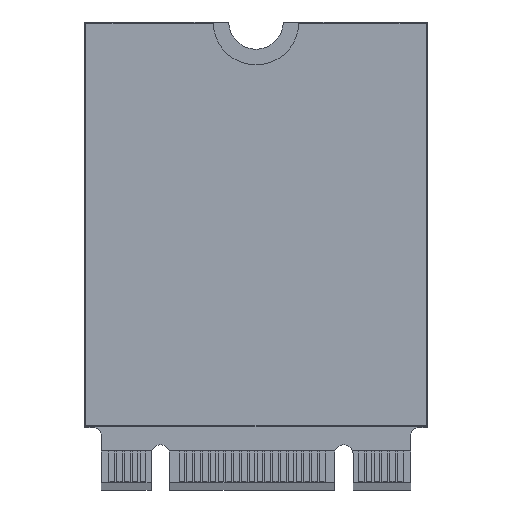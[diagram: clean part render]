
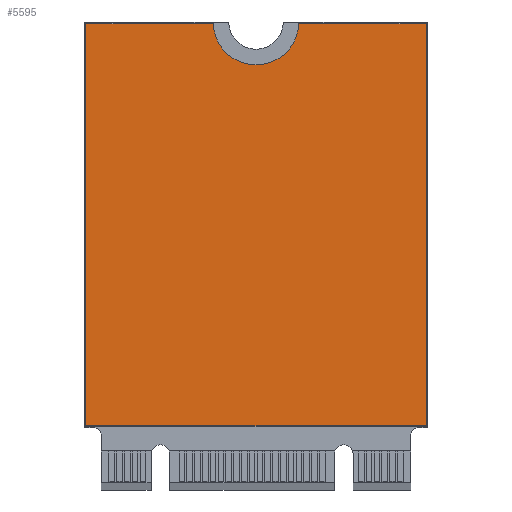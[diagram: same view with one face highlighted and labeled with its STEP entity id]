
A CAD part, top view. The second image highlights one B-rep face of the part: STEP entity #5595.
In plain terms, the highlighted planar face has unit normal (0, 0, 1).
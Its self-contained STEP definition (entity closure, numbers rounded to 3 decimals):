
#1824 = PLANE('',#1825);
#1825 = AXIS2_PLACEMENT_3D('',#1826,#1827,#1828);
#1826 = CARTESIAN_POINT('',(0.1,29.9,0.78));
#1827 = DIRECTION('',(0.,1.,0.));
#1828 = DIRECTION('',(0.,0.,1.));
#1850 = PLANE('',#1851);
#1851 = AXIS2_PLACEMENT_3D('',#1852,#1853,#1854);
#1852 = CARTESIAN_POINT('',(21.9,4.1,0.78));
#1853 = DIRECTION('',(1.,0.,0.));
#1854 = DIRECTION('',(0.,0.,1.));
#1876 = PLANE('',#1877);
#1877 = AXIS2_PLACEMENT_3D('',#1878,#1879,#1880);
#1878 = CARTESIAN_POINT('',(0.1,4.1,0.78));
#1879 = DIRECTION('',(0.,1.,0.));
#1880 = DIRECTION('',(0.,0.,1.));
#1902 = PLANE('',#1903);
#1903 = AXIS2_PLACEMENT_3D('',#1904,#1905,#1906);
#1904 = CARTESIAN_POINT('',(0.1,4.1,0.78));
#1905 = DIRECTION('',(1.,0.,0.));
#1906 = DIRECTION('',(0.,0.,1.));
#1928 = PLANE('',#1929);
#1929 = AXIS2_PLACEMENT_3D('',#1930,#1931,#1932);
#1930 = CARTESIAN_POINT('',(0.1,29.9,0.78));
#1931 = DIRECTION('',(0.,1.,0.));
#1932 = DIRECTION('',(0.,0.,1.));
#3855 = VERTEX_POINT('',#3856);
#3856 = CARTESIAN_POINT('',(0.1,29.9,2.13));
#3877 = EDGE_CURVE('',#3855,#3878,#3880,.T.);
#3878 = VERTEX_POINT('',#3879);
#3879 = CARTESIAN_POINT('',(8.252,29.9,2.13));
#3880 = SURFACE_CURVE('',#3881,(#3885,#3892),.PCURVE_S1.);
#3881 = LINE('',#3882,#3883);
#3882 = CARTESIAN_POINT('',(0.1,29.9,2.13));
#3883 = VECTOR('',#3884,1.);
#3884 = DIRECTION('',(1.,0.,0.));
#3885 = PCURVE('',#1928,#3886);
#3886 = DEFINITIONAL_REPRESENTATION('',(#3887),#3891);
#3887 = LINE('',#3888,#3889);
#3888 = CARTESIAN_POINT('',(1.35,0.));
#3889 = VECTOR('',#3890,1.);
#3890 = DIRECTION('',(0.,1.));
#3891 = ( GEOMETRIC_REPRESENTATION_CONTEXT(2) 
PARAMETRIC_REPRESENTATION_CONTEXT() REPRESENTATION_CONTEXT('2D SPACE',''
  ) );
#3892 = PCURVE('',#3893,#3898);
#3893 = PLANE('',#3894);
#3894 = AXIS2_PLACEMENT_3D('',#3895,#3896,#3897);
#3895 = CARTESIAN_POINT('',(0.1,4.1,2.13));
#3896 = DIRECTION('',(0.,0.,1.));
#3897 = DIRECTION('',(1.,0.,0.));
#3898 = DEFINITIONAL_REPRESENTATION('',(#3899),#3903);
#3899 = LINE('',#3900,#3901);
#3900 = CARTESIAN_POINT('',(0.,25.8));
#3901 = VECTOR('',#3902,1.);
#3902 = DIRECTION('',(1.,0.));
#3903 = ( GEOMETRIC_REPRESENTATION_CONTEXT(2) 
PARAMETRIC_REPRESENTATION_CONTEXT() REPRESENTATION_CONTEXT('2D SPACE',''
  ) );
#3918 = CYLINDRICAL_SURFACE('',#3919,2.75);
#3919 = AXIS2_PLACEMENT_3D('',#3920,#3921,#3922);
#3920 = CARTESIAN_POINT('',(11.,30.,0.77));
#3921 = DIRECTION('',(0.,0.,1.));
#3922 = DIRECTION('',(1.,0.,0.));
#3933 = VERTEX_POINT('',#3934);
#3934 = CARTESIAN_POINT('',(0.1,4.1,2.13));
#3957 = EDGE_CURVE('',#3933,#3855,#3958,.T.);
#3958 = SURFACE_CURVE('',#3959,(#3963,#3970),.PCURVE_S1.);
#3959 = LINE('',#3960,#3961);
#3960 = CARTESIAN_POINT('',(0.1,4.1,2.13));
#3961 = VECTOR('',#3962,1.);
#3962 = DIRECTION('',(0.,1.,0.));
#3963 = PCURVE('',#1902,#3964);
#3964 = DEFINITIONAL_REPRESENTATION('',(#3965),#3969);
#3965 = LINE('',#3966,#3967);
#3966 = CARTESIAN_POINT('',(1.35,0.));
#3967 = VECTOR('',#3968,1.);
#3968 = DIRECTION('',(0.,-1.));
#3969 = ( GEOMETRIC_REPRESENTATION_CONTEXT(2) 
PARAMETRIC_REPRESENTATION_CONTEXT() REPRESENTATION_CONTEXT('2D SPACE',''
  ) );
#3970 = PCURVE('',#3893,#3971);
#3971 = DEFINITIONAL_REPRESENTATION('',(#3972),#3976);
#3972 = LINE('',#3973,#3974);
#3973 = CARTESIAN_POINT('',(0.,0.));
#3974 = VECTOR('',#3975,1.);
#3975 = DIRECTION('',(0.,1.));
#3976 = ( GEOMETRIC_REPRESENTATION_CONTEXT(2) 
PARAMETRIC_REPRESENTATION_CONTEXT() REPRESENTATION_CONTEXT('2D SPACE',''
  ) );
#3982 = VERTEX_POINT('',#3983);
#3983 = CARTESIAN_POINT('',(21.9,4.1,2.13));
#4006 = EDGE_CURVE('',#3933,#3982,#4007,.T.);
#4007 = SURFACE_CURVE('',#4008,(#4012,#4019),.PCURVE_S1.);
#4008 = LINE('',#4009,#4010);
#4009 = CARTESIAN_POINT('',(0.1,4.1,2.13));
#4010 = VECTOR('',#4011,1.);
#4011 = DIRECTION('',(1.,0.,0.));
#4012 = PCURVE('',#1876,#4013);
#4013 = DEFINITIONAL_REPRESENTATION('',(#4014),#4018);
#4014 = LINE('',#4015,#4016);
#4015 = CARTESIAN_POINT('',(1.35,0.));
#4016 = VECTOR('',#4017,1.);
#4017 = DIRECTION('',(0.,1.));
#4018 = ( GEOMETRIC_REPRESENTATION_CONTEXT(2) 
PARAMETRIC_REPRESENTATION_CONTEXT() REPRESENTATION_CONTEXT('2D SPACE',''
  ) );
#4019 = PCURVE('',#3893,#4020);
#4020 = DEFINITIONAL_REPRESENTATION('',(#4021),#4025);
#4021 = LINE('',#4022,#4023);
#4022 = CARTESIAN_POINT('',(0.,0.));
#4023 = VECTOR('',#4024,1.);
#4024 = DIRECTION('',(1.,0.));
#4025 = ( GEOMETRIC_REPRESENTATION_CONTEXT(2) 
PARAMETRIC_REPRESENTATION_CONTEXT() REPRESENTATION_CONTEXT('2D SPACE',''
  ) );
#4033 = VERTEX_POINT('',#4034);
#4034 = CARTESIAN_POINT('',(21.9,29.9,2.13));
#4055 = EDGE_CURVE('',#3982,#4033,#4056,.T.);
#4056 = SURFACE_CURVE('',#4057,(#4061,#4068),.PCURVE_S1.);
#4057 = LINE('',#4058,#4059);
#4058 = CARTESIAN_POINT('',(21.9,4.1,2.13));
#4059 = VECTOR('',#4060,1.);
#4060 = DIRECTION('',(0.,1.,0.));
#4061 = PCURVE('',#1850,#4062);
#4062 = DEFINITIONAL_REPRESENTATION('',(#4063),#4067);
#4063 = LINE('',#4064,#4065);
#4064 = CARTESIAN_POINT('',(1.35,0.));
#4065 = VECTOR('',#4066,1.);
#4066 = DIRECTION('',(0.,-1.));
#4067 = ( GEOMETRIC_REPRESENTATION_CONTEXT(2) 
PARAMETRIC_REPRESENTATION_CONTEXT() REPRESENTATION_CONTEXT('2D SPACE',''
  ) );
#4068 = PCURVE('',#3893,#4069);
#4069 = DEFINITIONAL_REPRESENTATION('',(#4070),#4074);
#4070 = LINE('',#4071,#4072);
#4071 = CARTESIAN_POINT('',(21.8,0.));
#4072 = VECTOR('',#4073,1.);
#4073 = DIRECTION('',(0.,1.));
#4074 = ( GEOMETRIC_REPRESENTATION_CONTEXT(2) 
PARAMETRIC_REPRESENTATION_CONTEXT() REPRESENTATION_CONTEXT('2D SPACE',''
  ) );
#4081 = VERTEX_POINT('',#4082);
#4082 = CARTESIAN_POINT('',(13.748,29.9,2.13));
#4101 = EDGE_CURVE('',#4081,#4033,#4102,.T.);
#4102 = SURFACE_CURVE('',#4103,(#4107,#4114),.PCURVE_S1.);
#4103 = LINE('',#4104,#4105);
#4104 = CARTESIAN_POINT('',(0.1,29.9,2.13));
#4105 = VECTOR('',#4106,1.);
#4106 = DIRECTION('',(1.,0.,0.));
#4107 = PCURVE('',#1824,#4108);
#4108 = DEFINITIONAL_REPRESENTATION('',(#4109),#4113);
#4109 = LINE('',#4110,#4111);
#4110 = CARTESIAN_POINT('',(1.35,0.));
#4111 = VECTOR('',#4112,1.);
#4112 = DIRECTION('',(0.,1.));
#4113 = ( GEOMETRIC_REPRESENTATION_CONTEXT(2) 
PARAMETRIC_REPRESENTATION_CONTEXT() REPRESENTATION_CONTEXT('2D SPACE',''
  ) );
#4114 = PCURVE('',#3893,#4115);
#4115 = DEFINITIONAL_REPRESENTATION('',(#4116),#4120);
#4116 = LINE('',#4117,#4118);
#4117 = CARTESIAN_POINT('',(0.,25.8));
#4118 = VECTOR('',#4119,1.);
#4119 = DIRECTION('',(1.,0.));
#4120 = ( GEOMETRIC_REPRESENTATION_CONTEXT(2) 
PARAMETRIC_REPRESENTATION_CONTEXT() REPRESENTATION_CONTEXT('2D SPACE',''
  ) );
#5574 = EDGE_CURVE('',#3878,#4081,#5575,.T.);
#5575 = SURFACE_CURVE('',#5576,(#5581,#5588),.PCURVE_S1.);
#5576 = CIRCLE('',#5577,2.75);
#5577 = AXIS2_PLACEMENT_3D('',#5578,#5579,#5580);
#5578 = CARTESIAN_POINT('',(11.,30.,2.13));
#5579 = DIRECTION('',(0.,0.,1.));
#5580 = DIRECTION('',(1.,0.,0.));
#5581 = PCURVE('',#3918,#5582);
#5582 = DEFINITIONAL_REPRESENTATION('',(#5583),#5587);
#5583 = LINE('',#5584,#5585);
#5584 = CARTESIAN_POINT('',(0.,1.36));
#5585 = VECTOR('',#5586,1.);
#5586 = DIRECTION('',(1.,0.));
#5587 = ( GEOMETRIC_REPRESENTATION_CONTEXT(2) 
PARAMETRIC_REPRESENTATION_CONTEXT() REPRESENTATION_CONTEXT('2D SPACE',''
  ) );
#5588 = PCURVE('',#3893,#5589);
#5589 = DEFINITIONAL_REPRESENTATION('',(#5590),#5594);
#5590 = CIRCLE('',#5591,2.75);
#5591 = AXIS2_PLACEMENT_2D('',#5592,#5593);
#5592 = CARTESIAN_POINT('',(10.9,25.9));
#5593 = DIRECTION('',(1.,0.));
#5594 = ( GEOMETRIC_REPRESENTATION_CONTEXT(2) 
PARAMETRIC_REPRESENTATION_CONTEXT() REPRESENTATION_CONTEXT('2D SPACE',''
  ) );
#5595 = ADVANCED_FACE('',(#5596),#3893,.T.);
#5596 = FACE_BOUND('',#5597,.T.);
#5597 = EDGE_LOOP('',(#5598,#5599,#5600,#5601,#5602,#5603));
#5598 = ORIENTED_EDGE('',*,*,#3877,.F.);
#5599 = ORIENTED_EDGE('',*,*,#3957,.F.);
#5600 = ORIENTED_EDGE('',*,*,#4006,.T.);
#5601 = ORIENTED_EDGE('',*,*,#4055,.T.);
#5602 = ORIENTED_EDGE('',*,*,#4101,.F.);
#5603 = ORIENTED_EDGE('',*,*,#5574,.F.);
